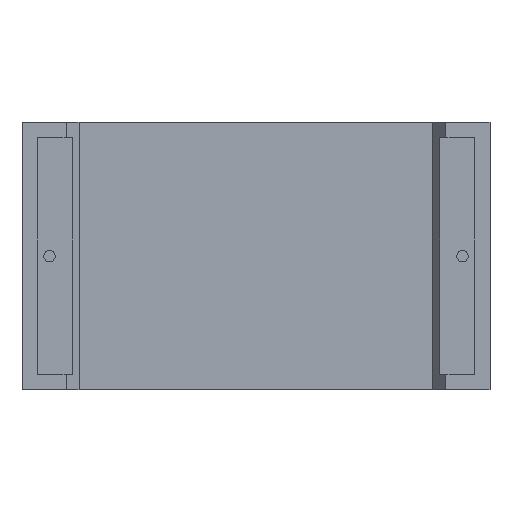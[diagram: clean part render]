
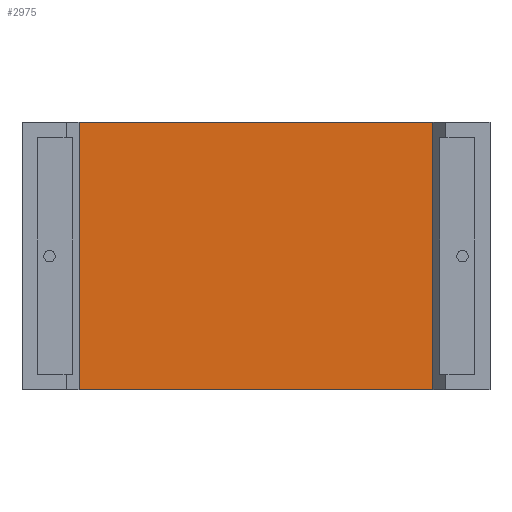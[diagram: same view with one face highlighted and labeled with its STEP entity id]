
A CAD part, front view. The second image highlights one B-rep face of the part: STEP entity #2975.
In plain terms, the highlighted planar face has unit normal (0, -1, 0).
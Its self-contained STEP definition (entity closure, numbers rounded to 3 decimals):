
#41 = VECTOR ( 'NONE', #865, 1000. ) ;
#241 = VECTOR ( 'NONE', #708, 1000. ) ;
#256 = CARTESIAN_POINT ( 'NONE',  ( 5.18, 1.527, 24.3 ) ) ;
#313 = VERTEX_POINT ( 'NONE', #256 ) ;
#415 = EDGE_CURVE ( 'NONE', #753, #567, #1112, .T. ) ;
#450 = AXIS2_PLACEMENT_3D ( 'NONE', #2281, #2470, #2931 ) ;
#486 = VECTOR ( 'NONE', #2941, 1000. ) ;
#567 = VERTEX_POINT ( 'NONE', #2105 ) ;
#690 = EDGE_CURVE ( 'NONE', #567, #313, #1693, .T. ) ;
#708 = DIRECTION ( 'NONE',  ( -1., 0., 0. ) ) ;
#713 = ORIENTED_EDGE ( 'NONE', *, *, #690, .T. ) ;
#753 = VERTEX_POINT ( 'NONE', #2355 ) ;
#798 = VERTEX_POINT ( 'NONE', #2443 ) ;
#865 = DIRECTION ( 'NONE',  ( -1., 0., 0. ) ) ;
#893 = CARTESIAN_POINT ( 'NONE',  ( 37.32, 1.527, 0. ) ) ;
#1104 = CARTESIAN_POINT ( 'NONE',  ( 21.25, 1.527, 0. ) ) ;
#1112 = LINE ( 'NONE', #893, #486 ) ;
#1118 = EDGE_CURVE ( 'NONE', #753, #798, #1595, .T. ) ;
#1426 = CARTESIAN_POINT ( 'NONE',  ( 21.25, 1.527, 24.3 ) ) ;
#1517 = EDGE_LOOP ( 'NONE', ( #713, #1922, #2237, #2182 ) ) ;
#1537 = VECTOR ( 'NONE', #1897, 1000. ) ;
#1595 = LINE ( 'NONE', #1104, #41 ) ;
#1693 = LINE ( 'NONE', #1426, #241 ) ;
#1797 = PLANE ( 'NONE',  #450 ) ;
#1897 = DIRECTION ( 'NONE',  ( 0., 0., 1. ) ) ;
#1910 = LINE ( 'NONE', #2142, #1537 ) ;
#1922 = ORIENTED_EDGE ( 'NONE', *, *, #2403, .F. ) ;
#2105 = CARTESIAN_POINT ( 'NONE',  ( 37.32, 1.527, 24.3 ) ) ;
#2142 = CARTESIAN_POINT ( 'NONE',  ( 5.18, 1.527, 0. ) ) ;
#2182 = ORIENTED_EDGE ( 'NONE', *, *, #415, .T. ) ;
#2237 = ORIENTED_EDGE ( 'NONE', *, *, #1118, .F. ) ;
#2281 = CARTESIAN_POINT ( 'NONE',  ( 21.25, 1.527, 0. ) ) ;
#2355 = CARTESIAN_POINT ( 'NONE',  ( 37.32, 1.527, 0. ) ) ;
#2403 = EDGE_CURVE ( 'NONE', #798, #313, #1910, .T. ) ;
#2443 = CARTESIAN_POINT ( 'NONE',  ( 5.18, 1.527, 0. ) ) ;
#2470 = DIRECTION ( 'NONE',  ( 0., 1., 0. ) ) ;
#2681 = FACE_OUTER_BOUND ( 'NONE', #1517, .T. ) ;
#2931 = DIRECTION ( 'NONE',  ( -1., 0., 0. ) ) ;
#2941 = DIRECTION ( 'NONE',  ( 0., 0., 1. ) ) ;
#2975 = ADVANCED_FACE ( 'NONE', ( #2681 ), #1797, .F. ) ;
